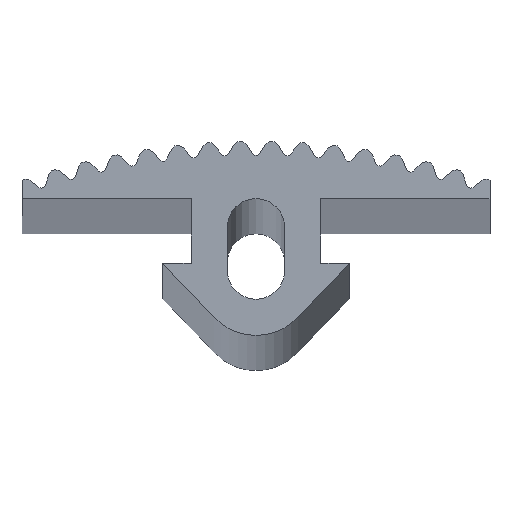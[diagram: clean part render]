
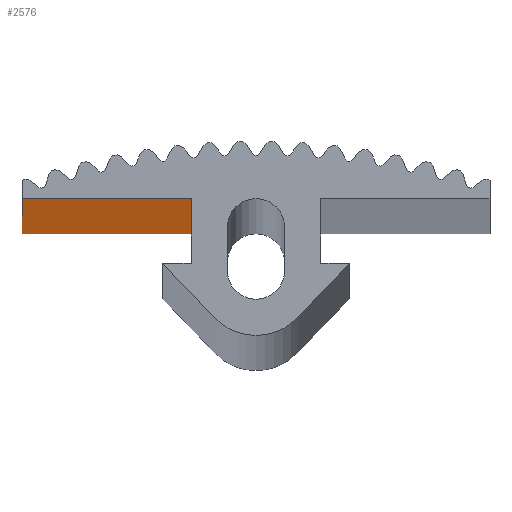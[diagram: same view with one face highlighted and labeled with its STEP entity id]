
A CAD part, top view. The second image highlights one B-rep face of the part: STEP entity #2576.
In plain terms, the highlighted planar face has unit normal (0, -1, 0).
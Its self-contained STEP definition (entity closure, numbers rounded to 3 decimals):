
#129 = CARTESIAN_POINT ( 'NONE',  ( -4.5, 0., -1400. ) ) ;
#219 = EDGE_CURVE ( 'NONE', #2471, #1470, #564, .T. ) ;
#228 = DIRECTION ( 'NONE',  ( 1., 0., 0. ) ) ;
#396 = PLANE ( 'NONE',  #1201 ) ;
#461 = DIRECTION ( 'NONE',  ( 0., 0., 1. ) ) ;
#562 = CARTESIAN_POINT ( 'NONE',  ( -16.25, 0., 0. ) ) ;
#564 = LINE ( 'NONE', #1194, #1681 ) ;
#635 = VERTEX_POINT ( 'NONE', #562 ) ;
#697 = VECTOR ( 'NONE', #2644, 1000. ) ;
#738 = ORIENTED_EDGE ( 'NONE', *, *, #1505, .T. ) ;
#836 = EDGE_CURVE ( 'NONE', #635, #1470, #2457, .T. ) ;
#850 = DIRECTION ( 'NONE',  ( 1., 0., 0. ) ) ;
#923 = ORIENTED_EDGE ( 'NONE', *, *, #219, .T. ) ;
#1011 = CARTESIAN_POINT ( 'NONE',  ( -4.5, 0., 0. ) ) ;
#1015 = ORIENTED_EDGE ( 'NONE', *, *, #1735, .F. ) ;
#1022 = CARTESIAN_POINT ( 'NONE',  ( -4.5, 0., -1400. ) ) ;
#1132 = ORIENTED_EDGE ( 'NONE', *, *, #836, .F. ) ;
#1144 = CARTESIAN_POINT ( 'NONE',  ( -4.5, 0., 0. ) ) ;
#1194 = CARTESIAN_POINT ( 'NONE',  ( -4.5, 0., -1400. ) ) ;
#1201 = AXIS2_PLACEMENT_3D ( 'NONE', #1267, #1622, #228 ) ;
#1267 = CARTESIAN_POINT ( 'NONE',  ( -4.5, 0., -1400. ) ) ;
#1403 = DIRECTION ( 'NONE',  ( 0., 0., 1. ) ) ;
#1450 = VECTOR ( 'NONE', #850, 1000. ) ;
#1470 = VERTEX_POINT ( 'NONE', #1144 ) ;
#1505 = EDGE_CURVE ( 'NONE', #2435, #2471, #2456, .T. ) ;
#1622 = DIRECTION ( 'NONE',  ( 0., -1., 0. ) ) ;
#1681 = VECTOR ( 'NONE', #1403, 1000. ) ;
#1735 = EDGE_CURVE ( 'NONE', #2435, #635, #2286, .T. ) ;
#2010 = CARTESIAN_POINT ( 'NONE',  ( -16.25, 0., -1400. ) ) ;
#2286 = LINE ( 'NONE', #2539, #2611 ) ;
#2387 = EDGE_LOOP ( 'NONE', ( #1132, #1015, #738, #923 ) ) ;
#2435 = VERTEX_POINT ( 'NONE', #2010 ) ;
#2456 = LINE ( 'NONE', #1022, #697 ) ;
#2457 = LINE ( 'NONE', #1011, #1450 ) ;
#2471 = VERTEX_POINT ( 'NONE', #129 ) ;
#2475 = FACE_OUTER_BOUND ( 'NONE', #2387, .T. ) ;
#2539 = CARTESIAN_POINT ( 'NONE',  ( -16.25, 0., -1400. ) ) ;
#2576 = ADVANCED_FACE ( 'NONE', ( #2475 ), #396, .T. ) ;
#2611 = VECTOR ( 'NONE', #461, 1000. ) ;
#2644 = DIRECTION ( 'NONE',  ( 1., 0., 0. ) ) ;
